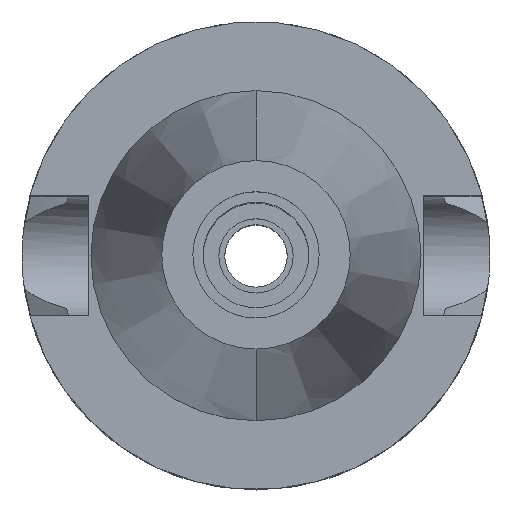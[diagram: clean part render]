
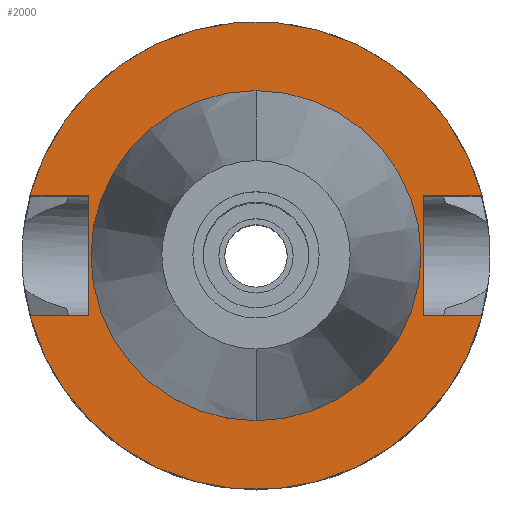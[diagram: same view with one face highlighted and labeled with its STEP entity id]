
A CAD part, top view. The second image highlights one B-rep face of the part: STEP entity #2000.
In plain terms, the highlighted planar face has unit normal (0, 0, 1).
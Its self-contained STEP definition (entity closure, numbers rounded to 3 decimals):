
#65 = DIRECTION ( 'NONE',  ( 0., 0., 1. ) ) ;
#93 = VERTEX_POINT ( 'NONE', #1514 ) ;
#161 = EDGE_CURVE ( 'NONE', #478, #93, #2501, .T. ) ;
#220 = FACE_BOUND ( 'NONE', #1073, .T. ) ;
#296 = VERTEX_POINT ( 'NONE', #2693 ) ;
#360 = VECTOR ( 'NONE', #891, 1000. ) ;
#362 = ORIENTED_EDGE ( 'NONE', *, *, #953, .F. ) ;
#476 = LINE ( 'NONE', #1097, #1279 ) ;
#478 = VERTEX_POINT ( 'NONE', #2686 ) ;
#501 = VERTEX_POINT ( 'NONE', #3524 ) ;
#552 = VERTEX_POINT ( 'NONE', #3244 ) ;
#596 = ORIENTED_EDGE ( 'NONE', *, *, #2743, .F. ) ;
#604 = CARTESIAN_POINT ( 'NONE',  ( 0., 0., -2. ) ) ;
#689 = VERTEX_POINT ( 'NONE', #1370 ) ;
#698 = EDGE_CURVE ( 'NONE', #2050, #296, #476, .T. ) ;
#750 = DIRECTION ( 'NONE',  ( 0., 0., -1. ) ) ;
#840 = ORIENTED_EDGE ( 'NONE', *, *, #2153, .T. ) ;
#891 = DIRECTION ( 'NONE',  ( -1., 0., 0. ) ) ;
#913 = VECTOR ( 'NONE', #926, 1000. ) ;
#926 = DIRECTION ( 'NONE',  ( 1., 0., 0. ) ) ;
#953 = EDGE_CURVE ( 'NONE', #501, #2933, #2863, .T. ) ;
#1024 = DIRECTION ( 'NONE',  ( 1., 0., 0. ) ) ;
#1073 = EDGE_LOOP ( 'NONE', ( #596, #362 ) ) ;
#1097 = CARTESIAN_POINT ( 'NONE',  ( 22.5, 8.05, -2. ) ) ;
#1105 = VERTEX_POINT ( 'NONE', #3011 ) ;
#1121 = DIRECTION ( 'NONE',  ( 0., 1., 0. ) ) ;
#1203 = EDGE_CURVE ( 'NONE', #296, #3095, #1602, .T. ) ;
#1204 = DIRECTION ( 'NONE',  ( 0., -1., 0. ) ) ;
#1221 = DIRECTION ( 'NONE',  ( 0., 0., -1. ) ) ;
#1247 = EDGE_LOOP ( 'NONE', ( #840, #1939, #1300, #1489, #1854, #1662, #2066, #3574 ) ) ;
#1279 = VECTOR ( 'NONE', #2498, 1000. ) ;
#1280 = CARTESIAN_POINT ( 'NONE',  ( -22.5, -8.05, -2. ) ) ;
#1300 = ORIENTED_EDGE ( 'NONE', *, *, #1203, .F. ) ;
#1315 = EDGE_CURVE ( 'NONE', #552, #478, #2513, .T. ) ;
#1328 = CARTESIAN_POINT ( 'NONE',  ( 22.5, 8.05, -2. ) ) ;
#1370 = CARTESIAN_POINT ( 'NONE',  ( -22.5, -8.05, -2. ) ) ;
#1373 = DIRECTION ( 'NONE',  ( 0., 1., 0. ) ) ;
#1489 = ORIENTED_EDGE ( 'NONE', *, *, #698, .F. ) ;
#1514 = CARTESIAN_POINT ( 'NONE',  ( 30.454, 8.05, -2. ) ) ;
#1567 = CIRCLE ( 'NONE', #2503, 22.225 ) ;
#1602 = LINE ( 'NONE', #3536, #2655 ) ;
#1616 = FACE_OUTER_BOUND ( 'NONE', #1247, .T. ) ;
#1662 = ORIENTED_EDGE ( 'NONE', *, *, #161, .F. ) ;
#1683 = DIRECTION ( 'NONE',  ( 0., 0., 1. ) ) ;
#1759 = VECTOR ( 'NONE', #1860, 1000. ) ;
#1854 = ORIENTED_EDGE ( 'NONE', *, *, #2412, .T. ) ;
#1860 = DIRECTION ( 'NONE',  ( -1., 0., 0. ) ) ;
#1914 = CIRCLE ( 'NONE', #3209, 31.5 ) ;
#1939 = ORIENTED_EDGE ( 'NONE', *, *, #2429, .F. ) ;
#2000 = ADVANCED_FACE ( 'NONE', ( #1616, #220 ), #3275, .F. ) ;
#2050 = VERTEX_POINT ( 'NONE', #1328 ) ;
#2051 = CARTESIAN_POINT ( 'NONE',  ( 22.5, 8.05, -2. ) ) ;
#2066 = ORIENTED_EDGE ( 'NONE', *, *, #1315, .F. ) ;
#2153 = EDGE_CURVE ( 'NONE', #689, #1105, #2372, .T. ) ;
#2174 = CARTESIAN_POINT ( 'NONE',  ( 0., 0., -2. ) ) ;
#2185 = CARTESIAN_POINT ( 'NONE',  ( 0., 0., -2. ) ) ;
#2372 = LINE ( 'NONE', #1280, #1759 ) ;
#2380 = CARTESIAN_POINT ( 'NONE',  ( 30.454, -8.05, -2. ) ) ;
#2409 = DIRECTION ( 'NONE',  ( 0., -1., 0. ) ) ;
#2412 = EDGE_CURVE ( 'NONE', #2050, #93, #2824, .T. ) ;
#2429 = EDGE_CURVE ( 'NONE', #3095, #1105, #1914, .T. ) ;
#2498 = DIRECTION ( 'NONE',  ( 0., -1., 0. ) ) ;
#2501 = CIRCLE ( 'NONE', #3494, 31.5 ) ;
#2503 = AXIS2_PLACEMENT_3D ( 'NONE', #2174, #1683, #2777 ) ;
#2513 = LINE ( 'NONE', #3082, #360 ) ;
#2530 = CARTESIAN_POINT ( 'NONE',  ( 0., 22.225, -2. ) ) ;
#2655 = VECTOR ( 'NONE', #1024, 1000. ) ;
#2686 = CARTESIAN_POINT ( 'NONE',  ( -30.454, 8.05, -2. ) ) ;
#2693 = CARTESIAN_POINT ( 'NONE',  ( 22.5, -8.05, -2. ) ) ;
#2743 = EDGE_CURVE ( 'NONE', #2933, #501, #1567, .T. ) ;
#2777 = DIRECTION ( 'NONE',  ( 0., 1., 0. ) ) ;
#2824 = LINE ( 'NONE', #2051, #913 ) ;
#2863 = CIRCLE ( 'NONE', #3340, 22.225 ) ;
#2933 = VERTEX_POINT ( 'NONE', #2530 ) ;
#2941 = CARTESIAN_POINT ( 'NONE',  ( 0., 0., -2. ) ) ;
#2974 = CARTESIAN_POINT ( 'NONE',  ( 0., 0., -2. ) ) ;
#3011 = CARTESIAN_POINT ( 'NONE',  ( -30.454, -8.05, -2. ) ) ;
#3082 = CARTESIAN_POINT ( 'NONE',  ( -22.5, 8.05, -2. ) ) ;
#3095 = VERTEX_POINT ( 'NONE', #2380 ) ;
#3132 = LINE ( 'NONE', #3647, #3492 ) ;
#3163 = AXIS2_PLACEMENT_3D ( 'NONE', #2974, #750, #2409 ) ;
#3209 = AXIS2_PLACEMENT_3D ( 'NONE', #604, #1221, #1204 ) ;
#3239 = DIRECTION ( 'NONE',  ( 0., -1., 0. ) ) ;
#3244 = CARTESIAN_POINT ( 'NONE',  ( -22.5, 8.05, -2. ) ) ;
#3275 = PLANE ( 'NONE',  #3163 ) ;
#3313 = DIRECTION ( 'NONE',  ( 0., 0., -1. ) ) ;
#3340 = AXIS2_PLACEMENT_3D ( 'NONE', #2941, #65, #3239 ) ;
#3492 = VECTOR ( 'NONE', #1121, 1000. ) ;
#3494 = AXIS2_PLACEMENT_3D ( 'NONE', #2185, #3313, #1373 ) ;
#3522 = EDGE_CURVE ( 'NONE', #689, #552, #3132, .T. ) ;
#3524 = CARTESIAN_POINT ( 'NONE',  ( 0., -22.225, -2. ) ) ;
#3536 = CARTESIAN_POINT ( 'NONE',  ( 22.5, -8.05, -2. ) ) ;
#3574 = ORIENTED_EDGE ( 'NONE', *, *, #3522, .F. ) ;
#3647 = CARTESIAN_POINT ( 'NONE',  ( -22.5, -8.05, -2. ) ) ;
